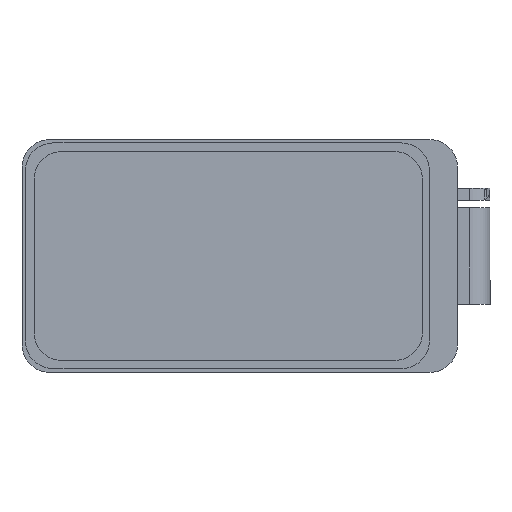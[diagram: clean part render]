
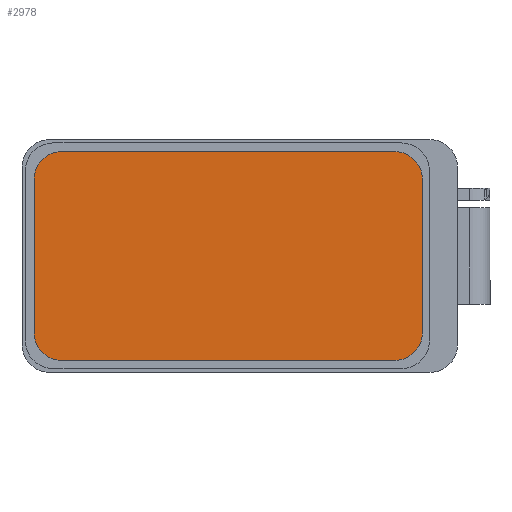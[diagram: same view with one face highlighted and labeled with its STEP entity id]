
A CAD part, top view. The second image highlights one B-rep face of the part: STEP entity #2978.
In plain terms, the highlighted planar face has unit normal (0, 0, 1).
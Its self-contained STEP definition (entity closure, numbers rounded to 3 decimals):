
#2978=ADVANCED_FACE('',(#2979),#3049,.F.);
#2979=FACE_BOUND('',#2980,.T.);
#2980=EDGE_LOOP('',(#2981,#2991,#3000,#3008,#3017,#3025,#3034,#3042));
#2981=ORIENTED_EDGE('',*,*,#2982,.T.);
#2982=EDGE_CURVE('',#2983,#2985,#2987,.T.);
#2983=VERTEX_POINT('',#2984);
#2984=CARTESIAN_POINT('',(3.3,1.0,1.46));
#2985=VERTEX_POINT('',#2986);
#2986=CARTESIAN_POINT('',(31.05,1.0,1.46));
#2987=LINE('',#2988,#2989);
#2988=CARTESIAN_POINT('',(31.05,1.0,1.46));
#2989=VECTOR('',#2990,1.0);
#2990=DIRECTION('',(1.0,0.0,0.0));
#2991=ORIENTED_EDGE('',*,*,#2992,.T.);
#2992=EDGE_CURVE('',#2985,#2993,#2995,.T.);
#2993=VERTEX_POINT('',#2994);
#2994=CARTESIAN_POINT('',(33.35,3.3,1.46));
#2995=CIRCLE('',#2996,2.3);
#2996=AXIS2_PLACEMENT_3D('',#2997,#2998,#2999);
#2997=CARTESIAN_POINT('',(31.05,3.3,1.46));
#2998=DIRECTION('',(0.0,0.0,1.0));
#2999=DIRECTION('',(-1.0,0.0,0.0));
#3000=ORIENTED_EDGE('',*,*,#3001,.T.);
#3001=EDGE_CURVE('',#2993,#3002,#3004,.T.);
#3002=VERTEX_POINT('',#3003);
#3003=CARTESIAN_POINT('',(33.35,16.09,1.46));
#3004=LINE('',#3005,#3006);
#3005=CARTESIAN_POINT('',(33.35,16.09,1.46));
#3006=VECTOR('',#3007,1.0);
#3007=DIRECTION('',(0.0,1.0,0.0));
#3008=ORIENTED_EDGE('',*,*,#3009,.T.);
#3009=EDGE_CURVE('',#3002,#3010,#3012,.T.);
#3010=VERTEX_POINT('',#3011);
#3011=CARTESIAN_POINT('',(31.05,18.39,1.46));
#3012=CIRCLE('',#3013,2.3);
#3013=AXIS2_PLACEMENT_3D('',#3014,#3015,#3016);
#3014=CARTESIAN_POINT('',(31.05,16.09,1.46));
#3015=DIRECTION('',(0.0,0.0,1.0));
#3016=DIRECTION('',(-1.0,0.0,0.0));
#3017=ORIENTED_EDGE('',*,*,#3018,.T.);
#3018=EDGE_CURVE('',#3010,#3019,#3021,.T.);
#3019=VERTEX_POINT('',#3020);
#3020=CARTESIAN_POINT('',(3.3,18.39,1.46));
#3021=LINE('',#3022,#3023);
#3022=CARTESIAN_POINT('',(3.3,18.39,1.46));
#3023=VECTOR('',#3024,1.0);
#3024=DIRECTION('',(-1.0,0.0,0.0));
#3025=ORIENTED_EDGE('',*,*,#3026,.T.);
#3026=EDGE_CURVE('',#3019,#3027,#3029,.T.);
#3027=VERTEX_POINT('',#3028);
#3028=CARTESIAN_POINT('',(1.0,16.09,1.46));
#3029=CIRCLE('',#3030,2.3);
#3030=AXIS2_PLACEMENT_3D('',#3031,#3032,#3033);
#3031=CARTESIAN_POINT('',(3.3,16.09,1.46));
#3032=DIRECTION('',(0.0,0.0,1.0));
#3033=DIRECTION('',(-1.0,0.0,0.0));
#3034=ORIENTED_EDGE('',*,*,#3035,.T.);
#3035=EDGE_CURVE('',#3027,#3036,#3038,.T.);
#3036=VERTEX_POINT('',#3037);
#3037=CARTESIAN_POINT('',(1.,3.3,1.46));
#3038=LINE('',#3039,#3040);
#3039=CARTESIAN_POINT('',(1.0,16.09,1.46));
#3040=VECTOR('',#3041,1.0);
#3041=DIRECTION('',(0.,-1.0,0.0));
#3042=ORIENTED_EDGE('',*,*,#3043,.T.);
#3043=EDGE_CURVE('',#3036,#2983,#3044,.T.);
#3044=CIRCLE('',#3045,2.3);
#3045=AXIS2_PLACEMENT_3D('',#3046,#3047,#3048);
#3046=CARTESIAN_POINT('',(3.3,3.3,1.46));
#3047=DIRECTION('',(0.0,0.0,1.0));
#3048=DIRECTION('',(-1.0,0.0,0.0));
#3049=PLANE('',#3050);
#3050=AXIS2_PLACEMENT_3D('',#3051,#3052,#3053);
#3051=CARTESIAN_POINT('',(33.98,17.09,1.46));
#3052=DIRECTION('',(0.0,0.0,-1.0));
#3053=DIRECTION('',(-1.0,0.0,0.0));
